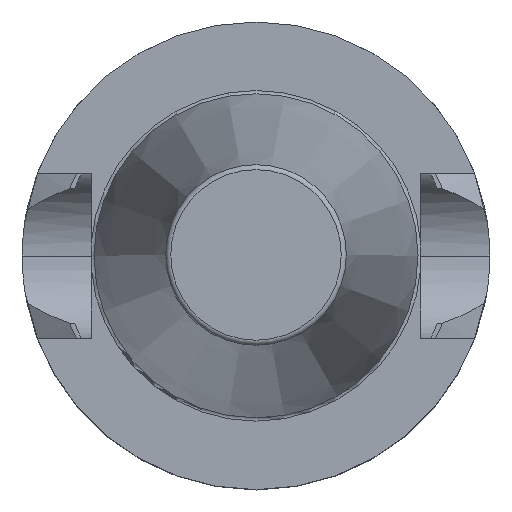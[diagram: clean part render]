
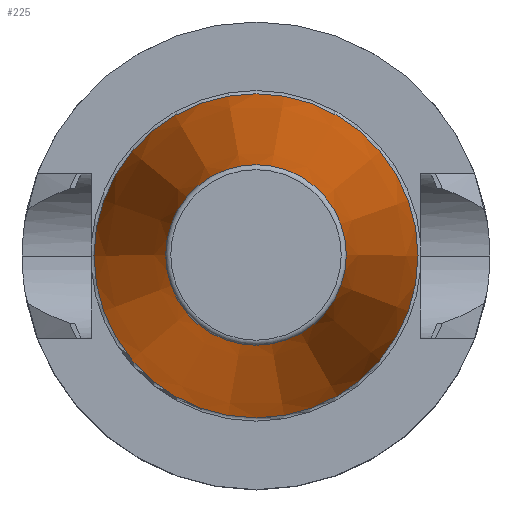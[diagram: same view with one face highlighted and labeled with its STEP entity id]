
A CAD part, top view. The second image highlights one B-rep face of the part: STEP entity #225.
In plain terms, the highlighted conical face has half-angle 8.298 degrees and reference radius 8.816 mm.
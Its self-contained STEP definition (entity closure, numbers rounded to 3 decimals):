
#36=CONICAL_SURFACE('',#918,8.816,8.298);
#169=FACE_BOUND('',#339,.T.);
#170=FACE_BOUND('',#340,.T.);
#225=ADVANCED_FACE('CU_FL_CO_SU_1',(#169,#170),#36,.T.);
#339=EDGE_LOOP('',(#449));
#340=EDGE_LOOP('',(#450));
#449=ORIENTED_EDGE('',*,*,#734,.T.);
#450=ORIENTED_EDGE('',*,*,#731,.F.);
#647=VERTEX_POINT('',#1348);
#650=VERTEX_POINT('',#1358);
#731=EDGE_CURVE('',#647,#647,#819,.T.);
#734=EDGE_CURVE('',#650,#650,#822,.T.);
#819=CIRCLE('',#910,15.933);
#822=CIRCLE('',#917,8.878);
#910=AXIS2_PLACEMENT_3D('',#1347,#1060,#1061);
#917=AXIS2_PLACEMENT_3D('',#1357,#1074,#1075);
#918=AXIS2_PLACEMENT_3D('',#1359,#1076,#1077);
#1060=DIRECTION('',(0.,0.,-1.));
#1061=DIRECTION('',(-1.,0.,0.));
#1074=DIRECTION('',(0.,0.,-1.));
#1075=DIRECTION('',(1.,0.,0.));
#1076=DIRECTION('',(0.,0.,-1.));
#1077=DIRECTION('',(-1.,0.,0.));
#1347=CARTESIAN_POINT('',(0.,0.,-0.4));
#1348=CARTESIAN_POINT('',(-15.933,0.,-0.4));
#1357=CARTESIAN_POINT('',(0.,0.,47.972));
#1358=CARTESIAN_POINT('',(8.878,0.,47.972));
#1359=CARTESIAN_POINT('',(0.,0.,48.4));
